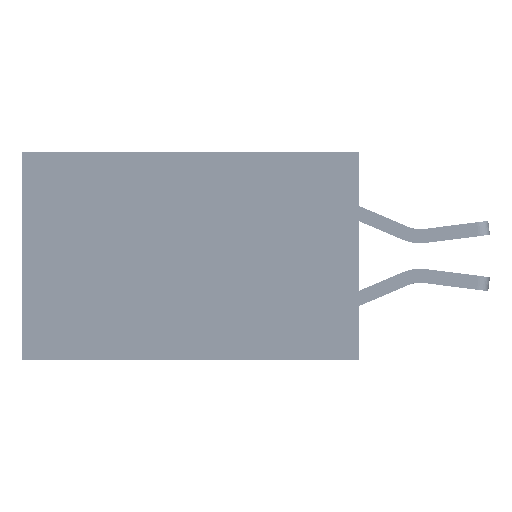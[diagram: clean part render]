
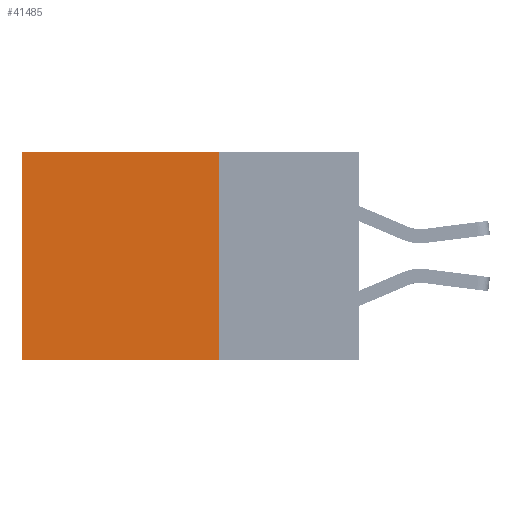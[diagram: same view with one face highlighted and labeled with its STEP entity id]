
A CAD part, left-side view. The second image highlights one B-rep face of the part: STEP entity #41485.
In plain terms, the highlighted planar face has unit normal (-1, 0, 0).
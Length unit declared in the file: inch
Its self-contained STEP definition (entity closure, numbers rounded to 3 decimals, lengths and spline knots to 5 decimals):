
#779 = CARTESIAN_POINT ( 'NONE',  ( 0.2875, 0.6, -0.37 ) ) ;
#1474 = CARTESIAN_POINT ( 'NONE',  ( 0.2875, 0.25, 0. ) ) ;
#2958 = FACE_OUTER_BOUND ( 'NONE', #37448, .T. ) ;
#3647 = CARTESIAN_POINT ( 'NONE',  ( 0.2875, 0.6, 0. ) ) ;
#4350 = VERTEX_POINT ( 'NONE', #3647 ) ;
#8145 = VECTOR ( 'NONE', #48884, 39.37008 ) ;
#8750 = DIRECTION ( 'NONE',  ( 0., 1., 0. ) ) ;
#13179 = EDGE_CURVE ( 'NONE', #20988, #19591, #33970, .T. ) ;
#14983 = EDGE_CURVE ( 'NONE', #20988, #4350, #47488, .T. ) ;
#15125 = CARTESIAN_POINT ( 'NONE',  ( 0.2875, 0.25, -0.37 ) ) ;
#17730 = LINE ( 'NONE', #45536, #31142 ) ;
#18343 = CARTESIAN_POINT ( 'NONE',  ( 0.2875, 0.25, 0. ) ) ;
#19591 = VERTEX_POINT ( 'NONE', #15125 ) ;
#20988 = VERTEX_POINT ( 'NONE', #1474 ) ;
#25065 = DIRECTION ( 'NONE',  ( 1., 0., 0. ) ) ;
#28226 = CARTESIAN_POINT ( 'NONE',  ( 0.2875, 0.25, 0. ) ) ;
#28624 = CARTESIAN_POINT ( 'NONE',  ( 0.2875, 0.25, 0. ) ) ;
#28960 = DIRECTION ( 'NONE',  ( 0., 0., -1. ) ) ;
#30005 = DIRECTION ( 'NONE',  ( 0., 0., -1. ) ) ;
#31142 = VECTOR ( 'NONE', #30005, 39.37008 ) ;
#33372 = ORIENTED_EDGE ( 'NONE', *, *, #13179, .F. ) ;
#33854 = LINE ( 'NONE', #47894, #8145 ) ;
#33970 = LINE ( 'NONE', #18343, #37075 ) ;
#34581 = VERTEX_POINT ( 'NONE', #779 ) ;
#36629 = EDGE_CURVE ( 'NONE', #19591, #34581, #33854, .T. ) ;
#36940 = VECTOR ( 'NONE', #8750, 39.37008 ) ;
#37075 = VECTOR ( 'NONE', #50096, 39.37008 ) ;
#37331 = ORIENTED_EDGE ( 'NONE', *, *, #36629, .F. ) ;
#37448 = EDGE_LOOP ( 'NONE', ( #47243, #37331, #33372, #40765 ) ) ;
#40765 = ORIENTED_EDGE ( 'NONE', *, *, #14983, .T. ) ;
#41485 = ADVANCED_FACE ( 'NONE', ( #2958 ), #48922, .F. ) ;
#45536 = CARTESIAN_POINT ( 'NONE',  ( 0.2875, 0.6, 0. ) ) ;
#47243 = ORIENTED_EDGE ( 'NONE', *, *, #49106, .T. ) ;
#47488 = LINE ( 'NONE', #28226, #36940 ) ;
#47894 = CARTESIAN_POINT ( 'NONE',  ( 0.2875, 0.25, -0.37 ) ) ;
#48020 = AXIS2_PLACEMENT_3D ( 'NONE', #28624, #25065, #28960 ) ;
#48884 = DIRECTION ( 'NONE',  ( 0., 1., 0. ) ) ;
#48922 = PLANE ( 'NONE',  #48020 ) ;
#49106 = EDGE_CURVE ( 'NONE', #4350, #34581, #17730, .T. ) ;
#50096 = DIRECTION ( 'NONE',  ( 0., 0., -1. ) ) ;
